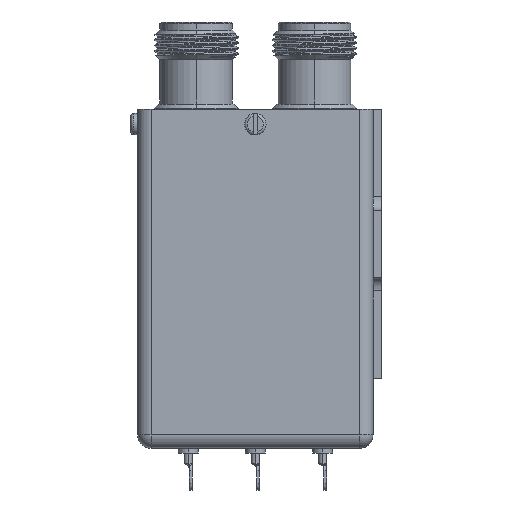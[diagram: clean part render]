
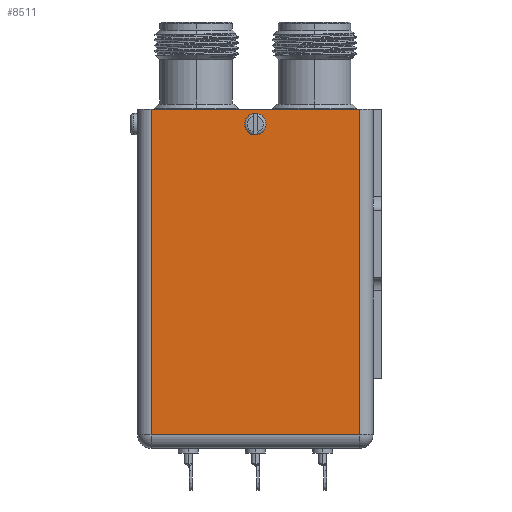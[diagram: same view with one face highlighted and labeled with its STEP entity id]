
A CAD part, left-side view. The second image highlights one B-rep face of the part: STEP entity #8511.
In plain terms, the highlighted planar face has unit normal (-1, 0, 0).
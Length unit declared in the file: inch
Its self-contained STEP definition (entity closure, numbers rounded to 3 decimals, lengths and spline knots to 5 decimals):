
#181 = DIRECTION ( 'NONE',  ( 0., 0., 1. ) ) ;
#975 = ORIENTED_EDGE ( 'NONE', *, *, #7005, .F. ) ;
#1383 = LINE ( 'NONE', #8580, #15099 ) ;
#1509 = FACE_BOUND ( 'NONE', #3464, .T. ) ;
#2789 = EDGE_CURVE ( 'NONE', #7415, #36301, #28209, .T. ) ;
#3056 = AXIS2_PLACEMENT_3D ( 'NONE', #7551, #20296, #23510 ) ;
#3464 = EDGE_LOOP ( 'NONE', ( #40357, #19333 ) ) ;
#3465 = FACE_OUTER_BOUND ( 'NONE', #35667, .T. ) ;
#3658 = DIRECTION ( 'NONE',  ( 0., 0., 1. ) ) ;
#4726 = AXIS2_PLACEMENT_3D ( 'NONE', #34227, #8520, #15223 ) ;
#5012 = DIRECTION ( 'NONE',  ( 0., 0., -1. ) ) ;
#5797 = VERTEX_POINT ( 'NONE', #37179 ) ;
#7005 = EDGE_CURVE ( 'NONE', #39305, #28479, #34049, .T. ) ;
#7407 = CARTESIAN_POINT ( 'NONE',  ( -0.875, -0.875, 0. ) ) ;
#7415 = VERTEX_POINT ( 'NONE', #9817 ) ;
#7544 = VERTEX_POINT ( 'NONE', #32760 ) ;
#7551 = CARTESIAN_POINT ( 'NONE',  ( -0.875, -0.875, -2.52 ) ) ;
#7948 = PLANE ( 'NONE',  #3056 ) ;
#8511 = ADVANCED_FACE ( 'NONE', ( #1509, #3465 ), #7948, .T. ) ;
#8520 = DIRECTION ( 'NONE',  ( -1., 0., 0. ) ) ;
#8580 = CARTESIAN_POINT ( 'NONE',  ( -0.875, -0.875, -2.42 ) ) ;
#9616 = EDGE_CURVE ( 'NONE', #39305, #5797, #37492, .T. ) ;
#9817 = CARTESIAN_POINT ( 'NONE',  ( -0.875, 0., -0.19 ) ) ;
#10770 = EDGE_CURVE ( 'NONE', #5797, #7544, #1383, .T. ) ;
#11030 = CARTESIAN_POINT ( 'NONE',  ( -0.875, 0.775, -2.52 ) ) ;
#11242 = VECTOR ( 'NONE', #29604, 39.37008 ) ;
#11318 = VECTOR ( 'NONE', #181, 39.37008 ) ;
#15099 = VECTOR ( 'NONE', #34007, 39.37008 ) ;
#15223 = DIRECTION ( 'NONE',  ( 0., 0., 1. ) ) ;
#16655 = VECTOR ( 'NONE', #5012, 39.37008 ) ;
#17952 = AXIS2_PLACEMENT_3D ( 'NONE', #19027, #25552, #3658 ) ;
#18426 = CIRCLE ( 'NONE', #17952, 0.08 ) ;
#18966 = ORIENTED_EDGE ( 'NONE', *, *, #10770, .T. ) ;
#18968 = CARTESIAN_POINT ( 'NONE',  ( -0.875, -0.775, -2.52 ) ) ;
#19027 = CARTESIAN_POINT ( 'NONE',  ( -0.875, 0., -0.11 ) ) ;
#19333 = ORIENTED_EDGE ( 'NONE', *, *, #38078, .F. ) ;
#19665 = LINE ( 'NONE', #18968, #11318 ) ;
#20296 = DIRECTION ( 'NONE',  ( -1., 0., 0. ) ) ;
#21208 = CARTESIAN_POINT ( 'NONE',  ( -0.875, 0.775, 0. ) ) ;
#22143 = CARTESIAN_POINT ( 'NONE',  ( -0.875, -0.775, 0. ) ) ;
#22536 = CARTESIAN_POINT ( 'NONE',  ( -0.875, 0., -0.03 ) ) ;
#23510 = DIRECTION ( 'NONE',  ( 0., 0., 1. ) ) ;
#23718 = ORIENTED_EDGE ( 'NONE', *, *, #33287, .T. ) ;
#25552 = DIRECTION ( 'NONE',  ( -1., 0., 0. ) ) ;
#25627 = ORIENTED_EDGE ( 'NONE', *, *, #9616, .T. ) ;
#28209 = CIRCLE ( 'NONE', #4726, 0.08 ) ;
#28479 = VERTEX_POINT ( 'NONE', #22143 ) ;
#29604 = DIRECTION ( 'NONE',  ( 0., -1., 0. ) ) ;
#32760 = CARTESIAN_POINT ( 'NONE',  ( -0.875, -0.775, -2.42 ) ) ;
#33287 = EDGE_CURVE ( 'NONE', #7544, #28479, #19665, .T. ) ;
#34007 = DIRECTION ( 'NONE',  ( 0., -1., 0. ) ) ;
#34049 = LINE ( 'NONE', #7407, #11242 ) ;
#34227 = CARTESIAN_POINT ( 'NONE',  ( -0.875, 0., -0.11 ) ) ;
#35667 = EDGE_LOOP ( 'NONE', ( #18966, #23718, #975, #25627 ) ) ;
#36301 = VERTEX_POINT ( 'NONE', #22536 ) ;
#37179 = CARTESIAN_POINT ( 'NONE',  ( -0.875, 0.775, -2.42 ) ) ;
#37492 = LINE ( 'NONE', #11030, #16655 ) ;
#38078 = EDGE_CURVE ( 'NONE', #36301, #7415, #18426, .T. ) ;
#39305 = VERTEX_POINT ( 'NONE', #21208 ) ;
#40357 = ORIENTED_EDGE ( 'NONE', *, *, #2789, .F. ) ;
